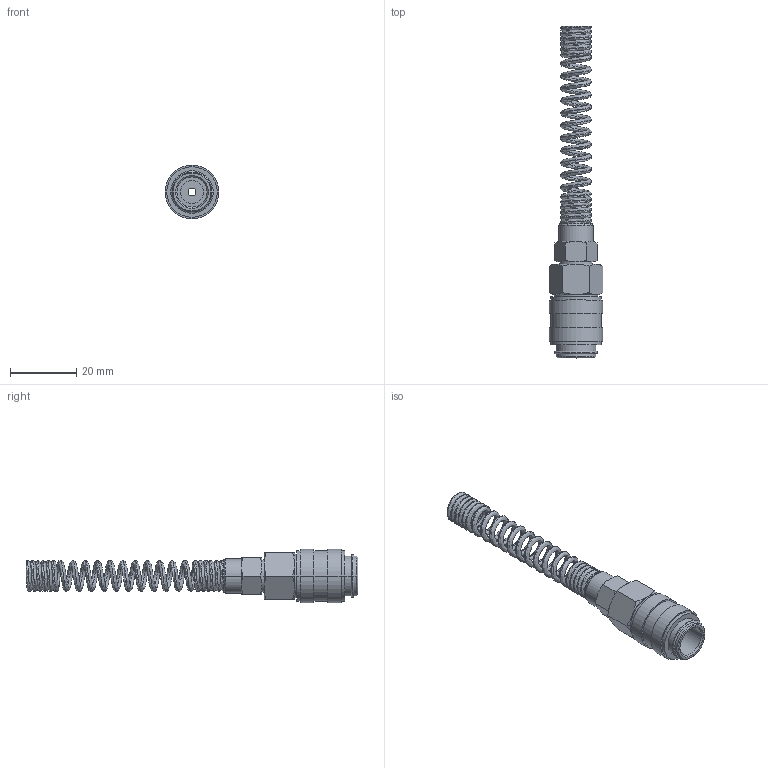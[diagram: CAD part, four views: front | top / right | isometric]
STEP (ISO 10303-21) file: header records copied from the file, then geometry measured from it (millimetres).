
FILE_DESCRIPTION(('STEP AP214'),'1');
FILE_NAME('esmn_35_tqfo.stp','2020-03-05T08:32:48',('TraceParts'),('TraceParts S.A.'),'Spatial InterOp 3D',' ',' ');
FILE_SCHEMA(('automotive_design'));
Length unit declared in the file: millimetre
Products named in the file (1): 1
Bounding box: 16.2 x 100 x 16.2 mm (x, y, z)
Volume: 5646.1 mm3; surface area: 5885 mm2
Topology: 1 solids, 1 shells, 104 faces, 216 edges, 128 vertices
Faces by surface type: cone 38, cylinder 30, plane 30, torus 4, bspline 2
Entity records: 35022 total; most frequent: CARTESIAN_POINT 32041, DIRECTION 472, ORIENTED_EDGE 432, EDGE_CURVE 216, AXIS2_PLACEMENT_3D 207, VERTEX_POINT 128, EDGE_LOOP 120, STYLED_ITEM 104
